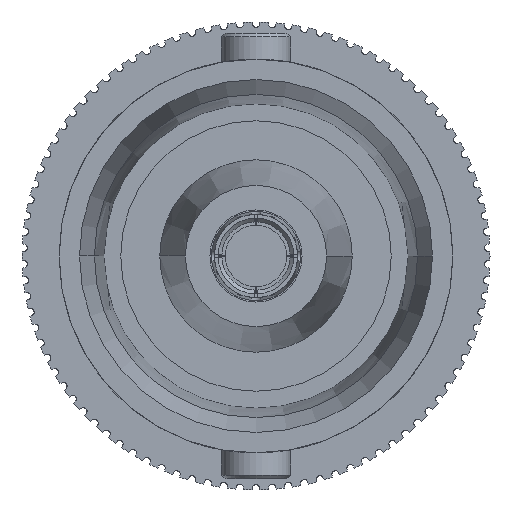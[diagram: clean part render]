
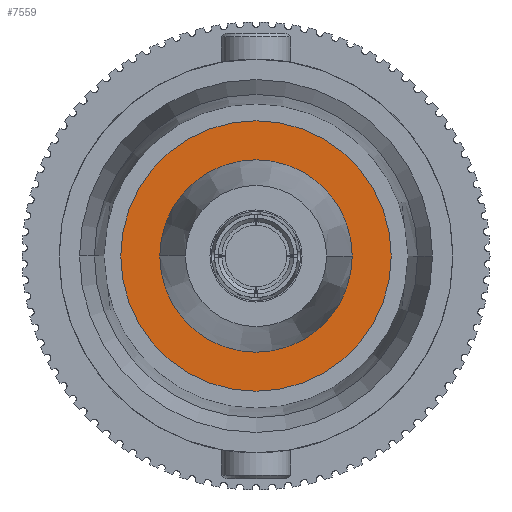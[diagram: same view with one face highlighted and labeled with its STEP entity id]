
A CAD part, left-side view. The second image highlights one B-rep face of the part: STEP entity #7559.
In plain terms, the highlighted planar face has unit normal (-1, 0, 0).
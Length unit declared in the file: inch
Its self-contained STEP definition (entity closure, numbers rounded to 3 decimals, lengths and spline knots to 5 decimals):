
#35 = VERTEX_POINT ( 'NONE', #13841 ) ;
#1006 = DIRECTION ( 'NONE',  ( 0., -1., 0. ) ) ;
#2808 = CARTESIAN_POINT ( 'NONE',  ( 0.35371, 0., 0. ) ) ;
#3952 = DIRECTION ( 'NONE',  ( -1., 0., 0. ) ) ;
#5636 = AXIS2_PLACEMENT_3D ( 'NONE', #22500, #31373, #29336 ) ;
#6106 = CARTESIAN_POINT ( 'NONE',  ( 0.35371, 0.18209, 0. ) ) ;
#6435 = DIRECTION ( 'NONE',  ( -1., 0., 0. ) ) ;
#6789 = ORIENTED_EDGE ( 'NONE', *, *, #14687, .T. ) ;
#6915 = CARTESIAN_POINT ( 'NONE',  ( 0.35371, 0., 0. ) ) ;
#7559 = ADVANCED_FACE ( 'NONE', ( #13478, #10510 ), #23244, .F. ) ;
#7601 = CARTESIAN_POINT ( 'NONE',  ( 0.35371, -0.18209, 0. ) ) ;
#8163 = AXIS2_PLACEMENT_3D ( 'NONE', #9765, #6435, #19204 ) ;
#8870 = VERTEX_POINT ( 'NONE', #9704 ) ;
#9353 = CIRCLE ( 'NONE', #18788, 0.18209 ) ;
#9704 = CARTESIAN_POINT ( 'NONE',  ( 0.35371, -0.12954, 0. ) ) ;
#9765 = CARTESIAN_POINT ( 'NONE',  ( 0.35371, 0., 0. ) ) ;
#10510 = FACE_BOUND ( 'NONE', #35265, .T. ) ;
#13363 = AXIS2_PLACEMENT_3D ( 'NONE', #2808, #20893, #17973 ) ;
#13478 = FACE_OUTER_BOUND ( 'NONE', #32112, .T. ) ;
#13841 = CARTESIAN_POINT ( 'NONE',  ( 0.35371, 0.12954, 0. ) ) ;
#14687 = EDGE_CURVE ( 'NONE', #16479, #18405, #24065, .T. ) ;
#16479 = VERTEX_POINT ( 'NONE', #6106 ) ;
#16853 = EDGE_CURVE ( 'NONE', #8870, #35, #17126, .T. ) ;
#17126 = CIRCLE ( 'NONE', #13363, 0.12954 ) ;
#17973 = DIRECTION ( 'NONE',  ( 0., -1., 0. ) ) ;
#18405 = VERTEX_POINT ( 'NONE', #7601 ) ;
#18788 = AXIS2_PLACEMENT_3D ( 'NONE', #6915, #3952, #1006 ) ;
#19158 = DIRECTION ( 'NONE',  ( -1., 0., 0. ) ) ;
#19204 = DIRECTION ( 'NONE',  ( 0., -1., 0. ) ) ;
#20789 = EDGE_CURVE ( 'NONE', #35, #8870, #27701, .T. ) ;
#20893 = DIRECTION ( 'NONE',  ( -1., 0., 0. ) ) ;
#21889 = CARTESIAN_POINT ( 'NONE',  ( 0.35371, 0., 0. ) ) ;
#22500 = CARTESIAN_POINT ( 'NONE',  ( 0.35371, 0., 0.18209 ) ) ;
#23244 = PLANE ( 'NONE',  #5636 ) ;
#24065 = CIRCLE ( 'NONE', #31630, 0.18209 ) ;
#25437 = EDGE_CURVE ( 'NONE', #18405, #16479, #9353, .T. ) ;
#27701 = CIRCLE ( 'NONE', #8163, 0.12954 ) ;
#29336 = DIRECTION ( 'NONE',  ( 0., 0., 1. ) ) ;
#30409 = ORIENTED_EDGE ( 'NONE', *, *, #16853, .F. ) ;
#30954 = DIRECTION ( 'NONE',  ( 0., -1., 0. ) ) ;
#31373 = DIRECTION ( 'NONE',  ( 1., 0., 0. ) ) ;
#31630 = AXIS2_PLACEMENT_3D ( 'NONE', #21889, #19158, #30954 ) ;
#32112 = EDGE_LOOP ( 'NONE', ( #38299, #6789 ) ) ;
#34963 = ORIENTED_EDGE ( 'NONE', *, *, #20789, .F. ) ;
#35265 = EDGE_LOOP ( 'NONE', ( #34963, #30409 ) ) ;
#38299 = ORIENTED_EDGE ( 'NONE', *, *, #25437, .T. ) ;
